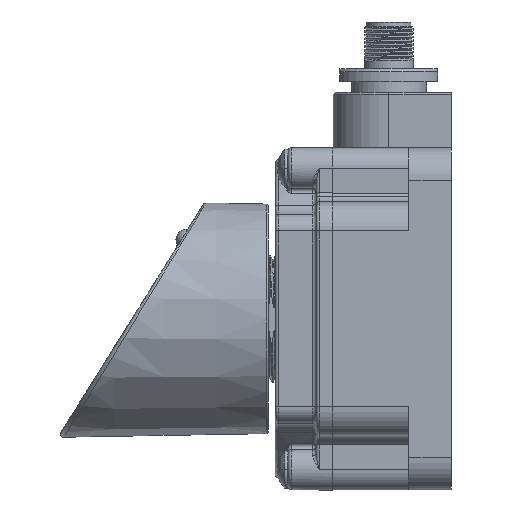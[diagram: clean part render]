
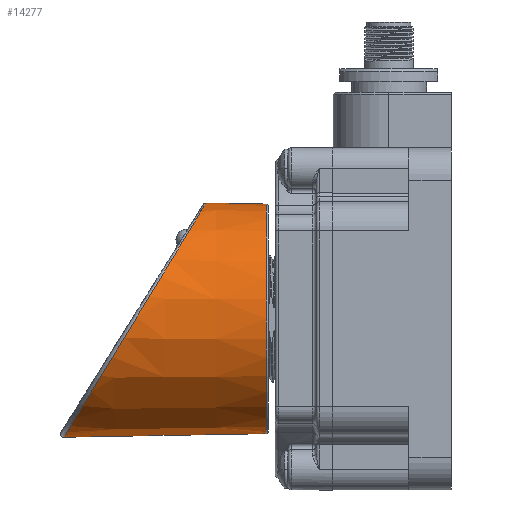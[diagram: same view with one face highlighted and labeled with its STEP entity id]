
A CAD part, left-side view. The second image highlights one B-rep face of the part: STEP entity #14277.
In plain terms, the highlighted conical face has half-angle 1 degrees and reference radius 27.296 mm.
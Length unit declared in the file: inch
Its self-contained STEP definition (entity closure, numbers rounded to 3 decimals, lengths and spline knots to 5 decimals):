
#13636=CARTESIAN_POINT('',(0.00007,1.70772,
-0.00004));
#13637=DIRECTION('',(-0.001,1.,0.));
#13638=DIRECTION('',(0.,0.,-1.));
#13639=AXIS2_PLACEMENT_3D('',#13636,#13637,#13638);
#13641=CARTESIAN_POINT('',(-0.001,3.57442,
-1.09099));
#13642=CARTESIAN_POINT('',(-0.01515,3.57442,
-1.09099));
#13643=CARTESIAN_POINT('',(-0.0435,3.57406,
-1.09044));
#13644=CARTESIAN_POINT('',(-0.08602,3.57251,
-1.08792));
#13645=CARTESIAN_POINT('',(-0.12851,3.56993,
-1.08372));
#13646=CARTESIAN_POINT('',(-0.17091,3.56632,
-1.07782));
#13647=CARTESIAN_POINT('',(-0.21318,3.56167,
-1.07022));
#13648=CARTESIAN_POINT('',(-0.25526,3.55599,
-1.06091));
#13649=CARTESIAN_POINT('',(-0.29711,3.54925,
-1.04988));
#13650=CARTESIAN_POINT('',(-0.33868,3.54147,
-1.03712));
#13651=CARTESIAN_POINT('',(-0.37992,3.53262,
-1.02261));
#13652=CARTESIAN_POINT('',(-0.42077,3.5227,
-1.00634));
#13653=CARTESIAN_POINT('',(-0.46118,3.51171,
-0.9883));
#13654=CARTESIAN_POINT('',(-0.50108,3.49964,
-0.96848));
#13655=CARTESIAN_POINT('',(-0.54042,3.48647,
-0.94687));
#13656=CARTESIAN_POINT('',(-0.57912,3.47221,
-0.92346));
#13657=CARTESIAN_POINT('',(-0.6171,3.45686,
-0.89824));
#13658=CARTESIAN_POINT('',(-0.65428,3.4404,
-0.87121));
#13659=CARTESIAN_POINT('',(-0.69057,3.42284,
-0.84237));
#13660=CARTESIAN_POINT('',(-0.72589,3.4042,
-0.81174));
#13661=CARTESIAN_POINT('',(-0.76013,3.38447,
-0.77932));
#13662=CARTESIAN_POINT('',(-0.7932,3.36366,
-0.74514));
#13663=CARTESIAN_POINT('',(-0.82499,3.34181,
-0.70922));
#13664=CARTESIAN_POINT('',(-0.85541,3.31892,
-0.67161));
#13665=CARTESIAN_POINT('',(-0.88434,3.29503,
-0.63235));
#13666=CARTESIAN_POINT('',(-0.91167,3.27018,
-0.59149));
#13667=CARTESIAN_POINT('',(-0.9373,3.24439,
-0.54911));
#13668=CARTESIAN_POINT('',(-0.96113,3.21773,
-0.50527));
#13669=CARTESIAN_POINT('',(-0.98304,3.19024,
-0.46007));
#13670=CARTESIAN_POINT('',(-1.00294,3.16199,
-0.41361));
#13671=CARTESIAN_POINT('',(-1.02074,3.13303,
-0.366));
#13672=CARTESIAN_POINT('',(-1.03636,3.10345,
-0.31735));
#13673=CARTESIAN_POINT('',(-1.0497,3.07332,
-0.2678));
#13674=CARTESIAN_POINT('',(-1.06072,3.04273,
-0.21748));
#13675=CARTESIAN_POINT('',(-1.06934,3.01176,
-0.16654));
#13676=CARTESIAN_POINT('',(-1.07553,2.9805,
-0.11512));
#13677=CARTESIAN_POINT('',(-1.07925,2.94906,
-0.06339));
#13678=CARTESIAN_POINT('',(-1.08048,2.91752,
-0.0115));
#13679=CARTESIAN_POINT('',(-1.07921,2.88598,
0.04039));
#13680=CARTESIAN_POINT('',(-1.07546,2.85454,
0.09212));
#13681=CARTESIAN_POINT('',(-1.06924,2.8233,
0.14354));
#13682=CARTESIAN_POINT('',(-1.06058,2.79235,
0.19448));
#13683=CARTESIAN_POINT('',(-1.04953,2.76178,
0.24479));
#13684=CARTESIAN_POINT('',(-1.03615,2.73168,
0.29434));
#13685=CARTESIAN_POINT('',(-1.02051,2.70213,
0.34298));
#13686=CARTESIAN_POINT('',(-1.00268,2.67321,
0.39059));
#13687=CARTESIAN_POINT('',(-0.98275,2.64499,
0.43704));
#13688=CARTESIAN_POINT('',(-0.96081,2.61754,
0.48224));
#13689=CARTESIAN_POINT('',(-0.93696,2.59092,
0.52607));
#13690=CARTESIAN_POINT('',(-0.9113,2.56519,
0.56845));
#13691=CARTESIAN_POINT('',(-0.88395,2.54038,
0.60931));
#13692=CARTESIAN_POINT('',(-0.855,2.51654,
0.64857));
#13693=CARTESIAN_POINT('',(-0.82456,2.49371,
0.68618));
#13694=CARTESIAN_POINT('',(-0.79275,2.47191,
0.72209));
#13695=CARTESIAN_POINT('',(-0.75966,2.45116,
0.75628));
#13696=CARTESIAN_POINT('',(-0.7254,2.43149,
0.78869));
#13697=CARTESIAN_POINT('',(-0.69007,2.4129,
0.81933));
#13698=CARTESIAN_POINT('',(-0.65376,2.3954,
0.84817));
#13699=CARTESIAN_POINT('',(-0.61656,2.379,
0.8752));
#13700=CARTESIAN_POINT('',(-0.57857,2.3637,
0.90042));
#13701=CARTESIAN_POINT('',(-0.53985,2.34949,
0.92384));
#13702=CARTESIAN_POINT('',(-0.5005,2.33638,
0.94546));
#13703=CARTESIAN_POINT('',(-0.46058,2.32436,
0.96528));
#13704=CARTESIAN_POINT('',(-0.42016,2.31343,
0.98332));
#13705=CARTESIAN_POINT('',(-0.37929,2.30357,
0.99959));
#13706=CARTESIAN_POINT('',(-0.33804,2.29478,
1.01411));
#13707=CARTESIAN_POINT('',(-0.29646,2.28704,
1.02688));
#13708=CARTESIAN_POINT('',(-0.2546,2.28036,
1.03791));
#13709=CARTESIAN_POINT('',(-0.2125,2.27473,
1.04723));
#13710=CARTESIAN_POINT('',(-0.17022,2.27013,
1.05483));
#13711=CARTESIAN_POINT('',(-0.12781,2.26657,
1.06073));
#13712=CARTESIAN_POINT('',(-0.08531,2.26405,
1.06494));
#13713=CARTESIAN_POINT('',(-0.04277,2.26254,
1.06745));
#13714=CARTESIAN_POINT('',(-0.01441,2.26222,
1.06801));
#13715=CARTESIAN_POINT('',(-0.00025,2.26223,
1.06801));
#13722=DIRECTION('',(-0.001,1.,0.017));
#13723=VECTOR('',#13722,0.55459);
#13724=CARTESIAN_POINT('',(0.00007,1.70772,
1.05833));
#13725=LINE('',#13724,#13723);
#13726=CARTESIAN_POINT('',(-0.00025,2.26223,
1.06801));
#13800=CARTESIAN_POINT('',(-0.001,3.57442,
-1.09099));
#13802=DIRECTION('',(-0.001,1.,-0.017));
#13803=VECTOR('',#13802,1.86699);
#13804=CARTESIAN_POINT('',(0.00007,1.70772,
-1.05841));
#13805=LINE('',#13804,#13803);
#14137=VERTEX_POINT('',#13726);
#14138=VERTEX_POINT('',#13800);
#14149=CARTESIAN_POINT('',(0.00007,1.70772,
-1.05841));
#14150=CARTESIAN_POINT('',(0.00007,1.70772,
1.05833));
#14151=VERTEX_POINT('',#14149);
#14152=VERTEX_POINT('',#14150);
#14263=CARTESIAN_POINT('',(-0.00047,2.64107,
-0.00004));
#14264=DIRECTION('',(-0.001,1.,0.));
#14265=DIRECTION('',(0.,0.,-1.));
#14266=AXIS2_PLACEMENT_3D('',#14263,#14264,#14265);
#14267=CONICAL_SURFACE('',#14266,1.07466,1.);
#14268=ORIENTED_EDGE('',*,*,#14253,.F.);
#14270=ORIENTED_EDGE('',*,*,#14269,.T.);
#14272=ORIENTED_EDGE('',*,*,#14271,.T.);
#14274=ORIENTED_EDGE('',*,*,#14273,.F.);
#14275=EDGE_LOOP('',(#14268,#14270,#14272,#14274));
#14276=FACE_OUTER_BOUND('',#14275,.F.);
#14277=ADVANCED_FACE('',(#14276),#14267,.T.);
#13640=CIRCLE('',#13639,1.05837);
#13716=B_SPLINE_CURVE_WITH_KNOTS('',3,(#13641,#13642,#13643,#13644,#13645,
#13646,#13647,#13648,#13649,#13650,#13651,#13652,#13653,#13654,#13655,#13656,
#13657,#13658,#13659,#13660,#13661,#13662,#13663,#13664,#13665,#13666,#13667,
#13668,#13669,#13670,#13671,#13672,#13673,#13674,#13675,#13676,#13677,#13678,
#13679,#13680,#13681,#13682,#13683,#13684,#13685,#13686,#13687,#13688,#13689,
#13690,#13691,#13692,#13693,#13694,#13695,#13696,#13697,#13698,#13699,#13700,
#13701,#13702,#13703,#13704,#13705,#13706,#13707,#13708,#13709,#13710,#13711,
#13712,#13713,#13714,#13715),.UNSPECIFIED.,.F.,.F.,(4,1,1,1,1,1,1,1,1,1,1,1,1,1,
1,1,1,1,1,1,1,1,1,1,1,1,1,1,1,1,1,1,1,1,1,1,1,1,1,1,1,1,1,1,1,1,1,1,1,1,1,1,1,1,
1,1,1,1,1,1,1,1,1,1,1,1,1,1,1,1,1,1,4),(0.,0.01389,
0.02778,0.04167,0.05556,0.06944,
0.08333,0.09722,0.11111,0.125,0.13889,
0.15278,0.16667,0.18056,0.19444,
0.20833,0.22222,0.23611,0.25,0.26389,
0.27778,0.29167,0.30556,0.31944,
0.33333,0.34722,0.36111,0.375,0.38889,
0.40278,0.41667,0.43056,0.44444,
0.45833,0.47222,0.48611,0.5,0.51389,
0.52778,0.54167,0.55556,0.56944,
0.58333,0.59722,0.61111,0.625,0.63889,
0.65278,0.66667,0.68056,0.69444,
0.70833,0.72222,0.73611,0.75,0.76389,
0.77778,0.79167,0.80556,0.81944,
0.83333,0.84722,0.86111,0.875,0.88889,
0.90278,0.91667,0.93056,0.94444,
0.95833,0.97222,0.98611,1.),.UNSPECIFIED.);
#14253=EDGE_CURVE('',#14151,#14152,#13640,.T.);
#14269=EDGE_CURVE('',#14151,#14138,#13805,.T.);
#14271=EDGE_CURVE('',#14138,#14137,#13716,.T.);
#14273=EDGE_CURVE('',#14152,#14137,#13725,.T.);
